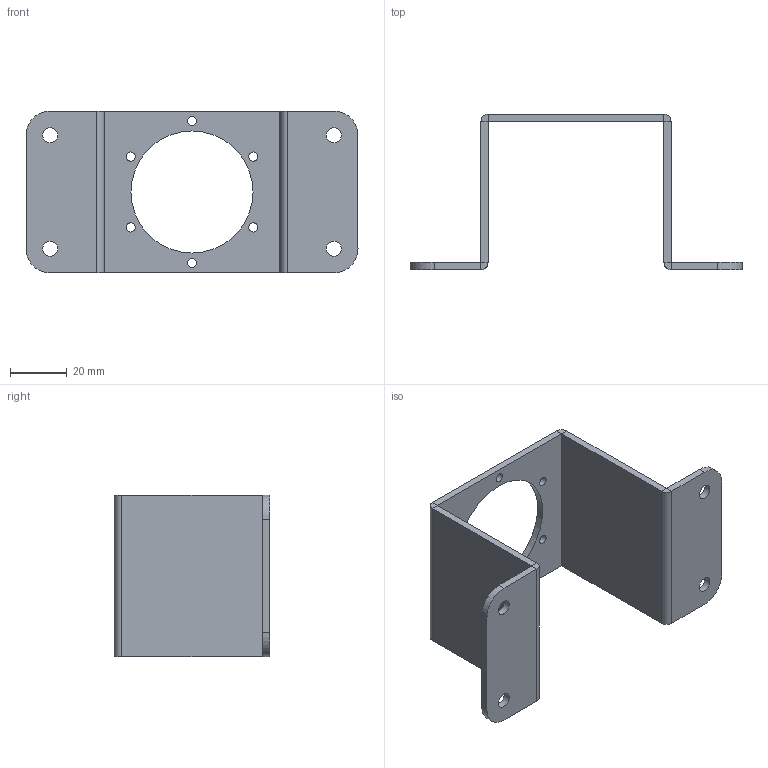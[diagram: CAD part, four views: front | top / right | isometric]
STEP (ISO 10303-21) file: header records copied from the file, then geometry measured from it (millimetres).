
FILE_DESCRIPTION(/* description */ (''),/* implementation_level */ '2;1');
FILE_NAME(/* name */ 'link0-1.step',/* time_stamp */ '2025-09-11T14:02:56+02:00',/* author */ (''),/* organization */ (''),/* preprocessor_version */ 'ST-DEVELOPER v20.1',/* originating_system */ 'Autodesk Translation Framework v14.10.0.0',/* authorisation */ '');
FILE_SCHEMA (('AUTOMOTIVE_DESIGN { 1 0 10303 214 3 1 1 }'));
Length unit declared in the file: millimetre
Products named in the file (2): link0-1; Component1
Assembly tree (1 placements, depth 2):
  link0-1
    Component1
Bounding box: 117 x 54.75 x 57 mm (x, y, z)
Volume: 27106.7 mm3; surface area: 23684.8 mm2
Topology: 1 solids, 1 shells, 53 faces, 121 edges, 70 vertices
Faces by surface type: plane 30, cylinder 23
Full cylindrical faces by diameter (mm): 3.2 x6, 5.3 x4, 43 x1
Entity records: 1562 total; most frequent: DIRECTION 279, CARTESIAN_POINT 247, ORIENTED_EDGE 242, EDGE_CURVE 121, AXIS2_PLACEMENT_3D 102, EDGE_LOOP 75, LINE 75, VECTOR 75
